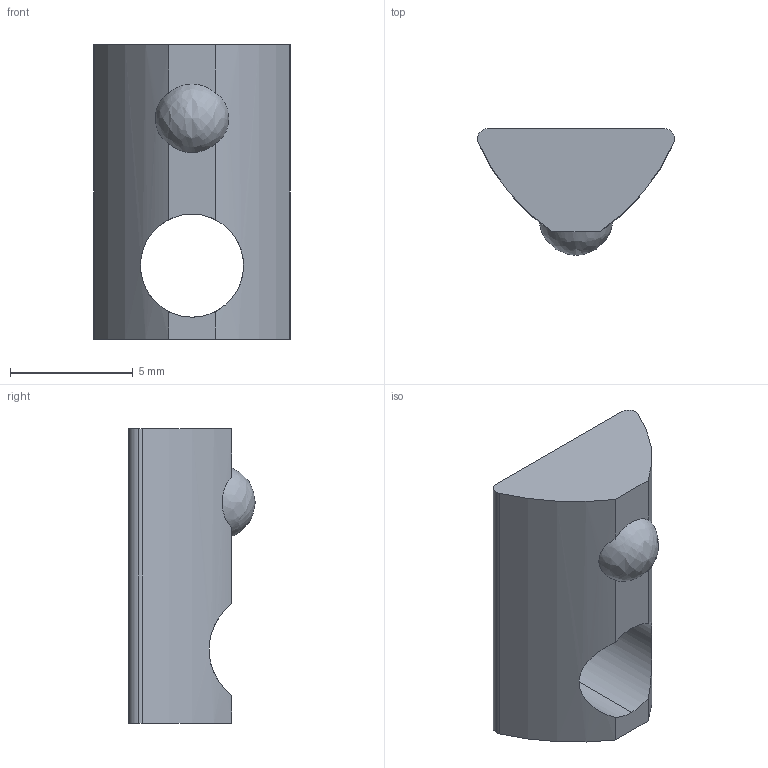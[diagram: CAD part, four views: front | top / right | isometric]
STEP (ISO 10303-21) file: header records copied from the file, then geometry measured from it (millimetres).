
FILE_DESCRIPTION (( 'STEP AP214' ), '1' );
FILE_NAME ('7215255', '2019-02-04T09:53:20', ( '' ), ('JUGARD+KÜNSTNER GmbH'), 'SwSTEP 2.0', 'SolidWorks 2017', '' );
FILE_SCHEMA (( 'AUTOMOTIVE_DESIGN' ));
Length unit declared in the file: millimetre
Products named in the file (1): 7215255_CNAJF00
Bounding box: 8.02 x 5.15 x 12 mm (x, y, z)
Volume: 241.5 mm3; surface area: 316.7 mm2
Topology: 1 solids, 1 shells, 14 faces, 39 edges, 26 vertices
Faces by surface type: cylinder 7, plane 6, bspline 1
Entity records: 596 total; most frequent: CARTESIAN_POINT 173, ORIENTED_EDGE 78, DIRECTION 77, EDGE_CURVE 39, AXIS2_PLACEMENT_3D 30, VERTEX_POINT 26, LINE 17, VECTOR 17
